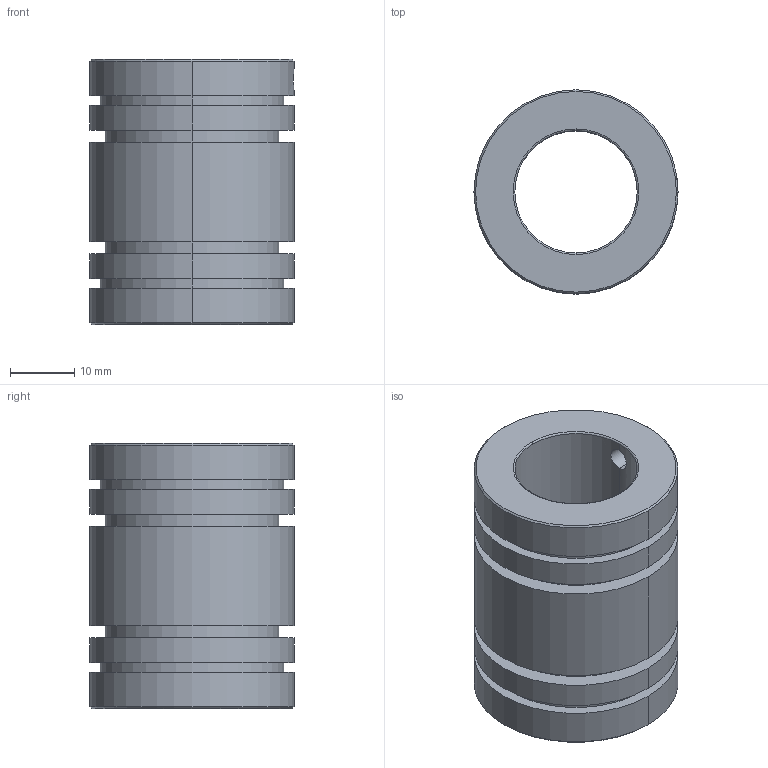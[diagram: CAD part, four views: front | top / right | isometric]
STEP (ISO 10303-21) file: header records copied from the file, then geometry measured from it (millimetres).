
FILE_DESCRIPTION (( 'STEP AP203' ), '1' );
FILE_NAME ('6673K15.step', '2016-03-18T20:33:05', ( '' ), ( '' ), 'SwSTEP 2.0', 'SolidWorks 2010', '' );
FILE_SCHEMA (( 'CONFIG_CONTROL_DESIGN' ));
Length unit declared in the file: inch
Products named in the file (1): 6673K15
Bounding box: 31.75 x 31.75 x 41.27 mm (x, y, z)
Volume: 19596.8 mm3; surface area: 9003.5 mm2
Topology: 1 solids, 1 shells, 40 faces, 87 edges, 56 vertices
Faces by surface type: cylinder 22, plane 10, cone 4, torus 4
Entity records: 1302 total; most frequent: CARTESIAN_POINT 288, DIRECTION 221, ORIENTED_EDGE 174, AXIS2_PLACEMENT_3D 97, EDGE_CURVE 87, VERTEX_POINT 56, CIRCLE 56, EDGE_LOOP 51
